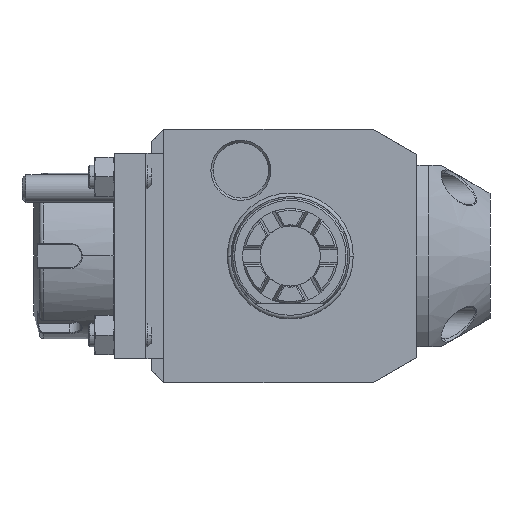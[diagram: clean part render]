
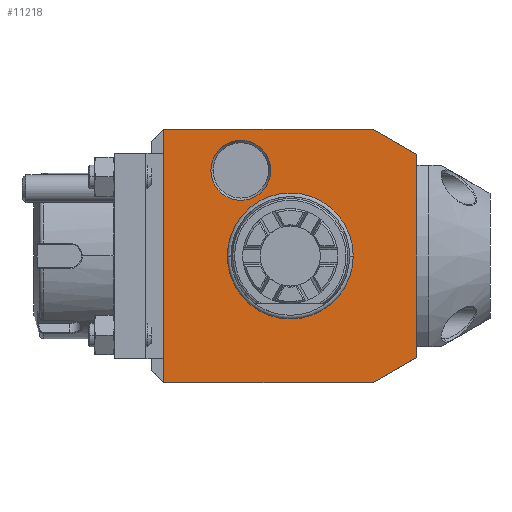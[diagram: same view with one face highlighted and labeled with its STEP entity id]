
A CAD part, front view. The second image highlights one B-rep face of the part: STEP entity #11218.
In plain terms, the highlighted planar face has unit normal (0, -1, 0).
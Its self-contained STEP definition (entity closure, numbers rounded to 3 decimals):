
#1=DIRECTION('',(0.866,0.,0.5));
#2=VECTOR('',#1,12.702);
#3=CARTESIAN_POINT('',(21.,0.,-32.));
#4=LINE('',#3,#2);
#5=DIRECTION('',(1.,0.,0.));
#6=VECTOR('',#5,53.);
#7=CARTESIAN_POINT('',(-32.,0.,-32.));
#8=LINE('',#7,#6);
#9=DIRECTION('',(0.,0.,-1.));
#10=VECTOR('',#9,64.);
#11=CARTESIAN_POINT('',(-32.,0.,32.));
#12=LINE('',#11,#10);
#13=DIRECTION('',(-1.,0.,0.));
#14=VECTOR('',#13,53.);
#15=CARTESIAN_POINT('',(21.,0.,32.));
#16=LINE('',#15,#14);
#17=DIRECTION('',(-0.866,0.,0.5));
#18=VECTOR('',#17,12.702);
#19=CARTESIAN_POINT('',(32.,0.,25.649));
#20=LINE('',#19,#18);
#21=DIRECTION('',(0.,0.,1.));
#22=VECTOR('',#21,51.298);
#23=CARTESIAN_POINT('',(32.,0.,-25.649));
#24=LINE('',#23,#22);
#25=CARTESIAN_POINT('',(-12.5,0.,21.651));
#26=DIRECTION('',(0.,1.,0.));
#27=DIRECTION('',(1.,0.,0.));
#28=AXIS2_PLACEMENT_3D('',#25,#26,#27);
#30=CARTESIAN_POINT('',(-12.5,0.,21.651));
#31=DIRECTION('',(0.,1.,0.));
#32=DIRECTION('',(-1.,0.,0.));
#33=AXIS2_PLACEMENT_3D('',#30,#31,#32);
#8151=CARTESIAN_POINT('',(0.,0.,0.));
#8152=DIRECTION('',(0.,-1.,0.));
#8153=DIRECTION('',(1.,0.,0.));
#8154=AXIS2_PLACEMENT_3D('',#8151,#8152,#8153);
#8156=CARTESIAN_POINT('',(0.,0.,0.));
#8157=DIRECTION('',(0.,-1.,0.));
#8158=DIRECTION('',(-1.,0.,0.));
#8159=AXIS2_PLACEMENT_3D('',#8156,#8157,#8158);
#10013=CARTESIAN_POINT('',(-4.923,0.,
21.651));
#10014=CARTESIAN_POINT('',(-20.077,0.,
21.651));
#10015=VERTEX_POINT('',#10013);
#10016=VERTEX_POINT('',#10014);
#10961=CARTESIAN_POINT('',(21.,0.,-32.));
#10962=CARTESIAN_POINT('',(32.,0.,-25.649));
#10963=VERTEX_POINT('',#10961);
#10964=VERTEX_POINT('',#10962);
#10965=CARTESIAN_POINT('',(32.,0.,25.649));
#10966=VERTEX_POINT('',#10965);
#10967=CARTESIAN_POINT('',(21.,0.,32.));
#10968=VERTEX_POINT('',#10967);
#10969=CARTESIAN_POINT('',(-32.,0.,32.));
#10970=VERTEX_POINT('',#10969);
#10971=CARTESIAN_POINT('',(-32.,0.,-32.));
#10972=VERTEX_POINT('',#10971);
#11061=CARTESIAN_POINT('',(15.783,0.,0.));
#11062=CARTESIAN_POINT('',(-15.783,0.,0.));
#11063=VERTEX_POINT('',#11061);
#11064=VERTEX_POINT('',#11062);
#11187=CARTESIAN_POINT('',(0.,0.,0.));
#11188=DIRECTION('',(0.,-1.,0.));
#11189=DIRECTION('',(-1.,0.,0.));
#11190=AXIS2_PLACEMENT_3D('',#11187,#11188,#11189);
#11191=PLANE('',#11190);
#11193=ORIENTED_EDGE('',*,*,#11192,.F.);
#11195=ORIENTED_EDGE('',*,*,#11194,.F.);
#11197=ORIENTED_EDGE('',*,*,#11196,.F.);
#11199=ORIENTED_EDGE('',*,*,#11198,.F.);
#11201=ORIENTED_EDGE('',*,*,#11200,.F.);
#11203=ORIENTED_EDGE('',*,*,#11202,.F.);
#11204=EDGE_LOOP('',(#11193,#11195,#11197,#11199,#11201,#11203));
#11205=FACE_OUTER_BOUND('',#11204,.F.);
#11207=ORIENTED_EDGE('',*,*,#11206,.T.);
#11209=ORIENTED_EDGE('',*,*,#11208,.T.);
#11210=EDGE_LOOP('',(#11207,#11209));
#11211=FACE_BOUND('',#11210,.F.);
#11213=ORIENTED_EDGE('',*,*,#11212,.F.);
#11215=ORIENTED_EDGE('',*,*,#11214,.F.);
#11216=EDGE_LOOP('',(#11213,#11215));
#11217=FACE_BOUND('',#11216,.F.);
#29=CIRCLE('',#28,7.577);
#34=CIRCLE('',#33,7.577);
#8155=CIRCLE('',#8154,15.783);
#8160=CIRCLE('',#8159,15.783);
#11192=EDGE_CURVE('',#10963,#10964,#4,.T.);
#11194=EDGE_CURVE('',#10972,#10963,#8,.T.);
#11196=EDGE_CURVE('',#10970,#10972,#12,.T.);
#11198=EDGE_CURVE('',#10968,#10970,#16,.T.);
#11200=EDGE_CURVE('',#10966,#10968,#20,.T.);
#11202=EDGE_CURVE('',#10964,#10966,#24,.T.);
#11206=EDGE_CURVE('',#11063,#11064,#8155,.T.);
#11208=EDGE_CURVE('',#11064,#11063,#8160,.T.);
#11212=EDGE_CURVE('',#10015,#10016,#29,.T.);
#11214=EDGE_CURVE('',#10016,#10015,#34,.T.);
#11218=ADVANCED_FACE('',(#11205,#11211,#11217),#11191,.T.);
